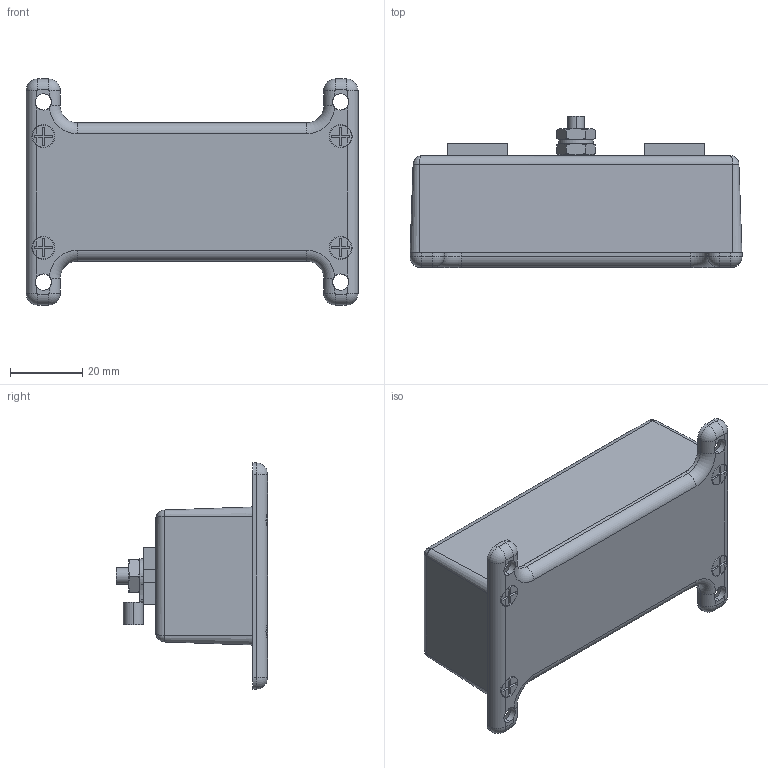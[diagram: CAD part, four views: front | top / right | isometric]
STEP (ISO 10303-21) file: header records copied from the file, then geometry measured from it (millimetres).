
FILE_DESCRIPTION (( 'STEP AP214' ), '1' );
FILE_NAME ('HGLN-CATx.STEP', '2020-01-17T16:14:40', ( '' ), ( '' ), 'SwSTEP 2.0', 'SolidWorks 2018', '' );
FILE_SCHEMA (( 'AUTOMOTIVE_DESIGN' ));
Length unit declared in the file: inch
Products named in the file (7): XCT-0005; XFN-0003; HGLN-CATx-MA2_WITHOUT DC; HGLN-CATx-MA1; HGLN-CATx; XFW-0002; X-ASSY-HYP218-2
Assembly tree (8 placements, depth 2):
  HGLN-CATx
    HGLN-CATx-MA1
    HGLN-CATx-MA2_WITHOUT DC
    XFN-0003  x3
    XCT-0005
    X-ASSY-HYP218-2
    XFW-0002
Bounding box: 92.2 x 41.96 x 62.79 mm (x, y, z)
Volume: 111674.2 mm3; surface area: 34529.8 mm2
Topology: 8 solids, 8 shells, 520 faces, 1316 edges, 835 vertices
Faces by surface type: plane 305, cone 102, cylinder 97, torus 12, bspline 4
Entity records: 19539 total; most frequent: CARTESIAN_POINT 5220, ORIENTED_EDGE 2336, DIRECTION 2295, EDGE_CURVE 1168, LINE 815, VECTOR 815, VERTEX_POINT 755, AXIS2_PLACEMENT_3D 740
